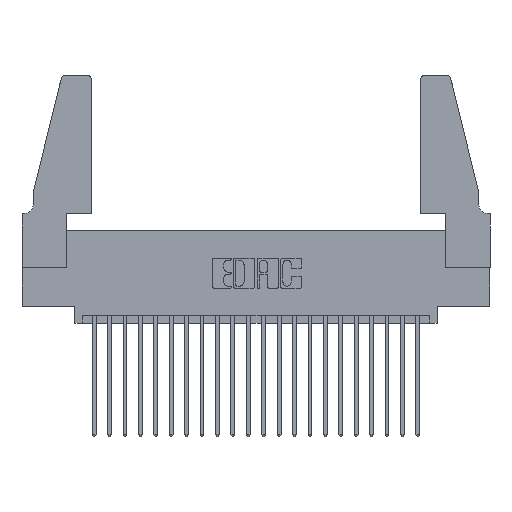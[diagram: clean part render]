
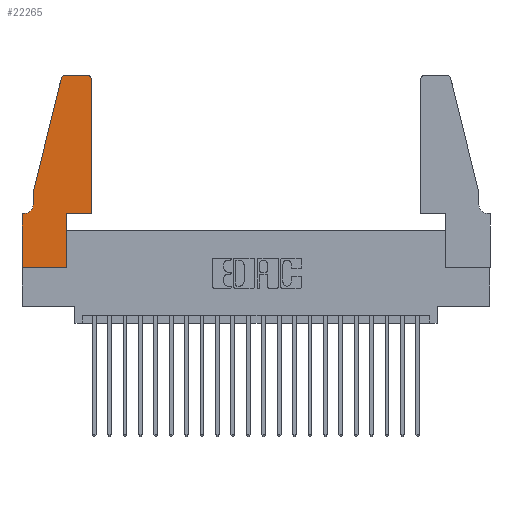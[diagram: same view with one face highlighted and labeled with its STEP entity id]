
A CAD part, top view. The second image highlights one B-rep face of the part: STEP entity #22265.
In plain terms, the highlighted planar face has unit normal (0, 0, 1).
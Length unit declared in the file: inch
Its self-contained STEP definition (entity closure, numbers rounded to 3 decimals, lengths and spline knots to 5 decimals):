
#251 = DIRECTION ( 'NONE',  ( 0., -1., 0. ) ) ;
#402 = LINE ( 'NONE', #2981, #9213 ) ;
#484 = ORIENTED_EDGE ( 'NONE', *, *, #2031, .T. ) ;
#563 = LINE ( 'NONE', #17956, #21785 ) ;
#574 = CARTESIAN_POINT ( 'NONE',  ( 0., 0., 0.37 ) ) ;
#975 = VERTEX_POINT ( 'NONE', #1106 ) ;
#1015 = CIRCLE ( 'NONE', #19347, 0.03 ) ;
#1042 = LINE ( 'NONE', #9034, #10345 ) ;
#1103 = VECTOR ( 'NONE', #21399, 39.37008 ) ;
#1106 = CARTESIAN_POINT ( 'NONE',  ( 0.0055, 0.35, 0.37 ) ) ;
#1147 = CARTESIAN_POINT ( 'NONE',  ( 0., 0.35, 0.37 ) ) ;
#1174 = AXIS2_PLACEMENT_3D ( 'NONE', #18507, #8320, #20183 ) ;
#2031 = EDGE_CURVE ( 'NONE', #12739, #4237, #1015, .T. ) ;
#2217 = CARTESIAN_POINT ( 'NONE',  ( 0.4205, 1.25, 0.37 ) ) ;
#2354 = DIRECTION ( 'NONE',  ( 0., 1., 0. ) ) ;
#2441 = VERTEX_POINT ( 'NONE', #574 ) ;
#2561 = CARTESIAN_POINT ( 'NONE',  ( 0.0755, 0.35, 0.37 ) ) ;
#2581 = EDGE_CURVE ( 'NONE', #4237, #15114, #402, .T. ) ;
#2623 = VECTOR ( 'NONE', #2354, 39.37008 ) ;
#2640 = CARTESIAN_POINT ( 'NONE',  ( 0.4505, 0.35, 0.37 ) ) ;
#2792 = DIRECTION ( 'NONE',  ( -0.239, -0.971, 0. ) ) ;
#2981 = CARTESIAN_POINT ( 'NONE',  ( 0.2605, 1.25, 0.37 ) ) ;
#3069 = ORIENTED_EDGE ( 'NONE', *, *, #2581, .T. ) ;
#3134 = ORIENTED_EDGE ( 'NONE', *, *, #15358, .T. ) ;
#3724 = DIRECTION ( 'NONE',  ( 0., 0., 1. ) ) ;
#3844 = CARTESIAN_POINT ( 'NONE',  ( 0.2865, 0., 0.37 ) ) ;
#4051 = DIRECTION ( 'NONE',  ( 1., 0., 0. ) ) ;
#4079 = DIRECTION ( 'NONE',  ( 0., 0., 1. ) ) ;
#4183 = CARTESIAN_POINT ( 'NONE',  ( 0.4205, 1.22, 0.37 ) ) ;
#4237 = VERTEX_POINT ( 'NONE', #2217 ) ;
#4736 = DIRECTION ( 'NONE',  ( -1., 0., 0. ) ) ;
#4943 = DIRECTION ( 'NONE',  ( 0., 0., -1. ) ) ;
#5544 = CARTESIAN_POINT ( 'NONE',  ( 0.2865, 0.35, 0.37 ) ) ;
#5681 = EDGE_CURVE ( 'NONE', #13051, #12739, #7256, .T. ) ;
#5761 = ORIENTED_EDGE ( 'NONE', *, *, #16346, .T. ) ;
#6049 = LINE ( 'NONE', #20309, #19150 ) ;
#6542 = PLANE ( 'NONE',  #1174 ) ;
#7252 = VERTEX_POINT ( 'NONE', #1147 ) ;
#7256 = LINE ( 'NONE', #7553, #2623 ) ;
#7410 = CARTESIAN_POINT ( 'NONE',  ( 0.2865, 0.35, 0.37 ) ) ;
#7553 = CARTESIAN_POINT ( 'NONE',  ( 0.4505, 0.35, 0.37 ) ) ;
#8246 = VERTEX_POINT ( 'NONE', #5544 ) ;
#8320 = DIRECTION ( 'NONE',  ( 0., 0., 1. ) ) ;
#8765 = EDGE_CURVE ( 'NONE', #975, #7252, #10399, .T. ) ;
#8881 = CARTESIAN_POINT ( 'NONE',  ( 0.284, 1.25, 0.37 ) ) ;
#9034 = CARTESIAN_POINT ( 'NONE',  ( 0.0755, 0.5, 0.37 ) ) ;
#9213 = VECTOR ( 'NONE', #4736, 39.37008 ) ;
#9793 = VECTOR ( 'NONE', #22184, 39.37008 ) ;
#10023 = ORIENTED_EDGE ( 'NONE', *, *, #18292, .T. ) ;
#10345 = VECTOR ( 'NONE', #251, 39.37008 ) ;
#10399 = LINE ( 'NONE', #2561, #1103 ) ;
#11216 = ORIENTED_EDGE ( 'NONE', *, *, #18454, .T. ) ;
#11413 = CARTESIAN_POINT ( 'NONE',  ( 0.0755, 0.42, 0.37 ) ) ;
#11462 = ORIENTED_EDGE ( 'NONE', *, *, #21095, .T. ) ;
#11636 = EDGE_CURVE ( 'NONE', #20425, #14756, #1042, .T. ) ;
#12466 = VERTEX_POINT ( 'NONE', #21423 ) ;
#12739 = VERTEX_POINT ( 'NONE', #20696 ) ;
#12863 = VECTOR ( 'NONE', #19336, 39.37008 ) ;
#12947 = EDGE_LOOP ( 'NONE', ( #3069, #5761, #10023, #20835, #16959, #17775, #11462, #11216, #15008, #3134, #15808, #484 ) ) ;
#12985 = FACE_OUTER_BOUND ( 'NONE', #12947, .T. ) ;
#13051 = VERTEX_POINT ( 'NONE', #2640 ) ;
#13865 = CARTESIAN_POINT ( 'NONE',  ( 0., 0., 0.37 ) ) ;
#13917 = LINE ( 'NONE', #21553, #22272 ) ;
#14113 = CARTESIAN_POINT ( 'NONE',  ( 0.284, 1.22, 0.37 ) ) ;
#14756 = VERTEX_POINT ( 'NONE', #11413 ) ;
#14867 = LINE ( 'NONE', #13865, #9793 ) ;
#15008 = ORIENTED_EDGE ( 'NONE', *, *, #15763, .T. ) ;
#15114 = VERTEX_POINT ( 'NONE', #8881 ) ;
#15195 = CIRCLE ( 'NONE', #19691, 0.03 ) ;
#15214 = VERTEX_POINT ( 'NONE', #3844 ) ;
#15281 = CARTESIAN_POINT ( 'NONE',  ( 0.0055, 0.42, 0.37 ) ) ;
#15358 = EDGE_CURVE ( 'NONE', #8246, #13051, #563, .T. ) ;
#15763 = EDGE_CURVE ( 'NONE', #15214, #8246, #16779, .T. ) ;
#15778 = DIRECTION ( 'NONE',  ( 1., 0., 0. ) ) ;
#15808 = ORIENTED_EDGE ( 'NONE', *, *, #5681, .T. ) ;
#16263 = DIRECTION ( 'NONE',  ( 1., 0., 0. ) ) ;
#16346 = EDGE_CURVE ( 'NONE', #15114, #12466, #15195, .T. ) ;
#16779 = LINE ( 'NONE', #7410, #12863 ) ;
#16874 = CARTESIAN_POINT ( 'NONE',  ( 0.0755, 0.5, 0.37 ) ) ;
#16953 = DIRECTION ( 'NONE',  ( -1., 0., 0. ) ) ;
#16959 = ORIENTED_EDGE ( 'NONE', *, *, #19743, .T. ) ;
#17775 = ORIENTED_EDGE ( 'NONE', *, *, #8765, .T. ) ;
#17956 = CARTESIAN_POINT ( 'NONE',  ( 0.4505, 0.35, 0.37 ) ) ;
#18292 = EDGE_CURVE ( 'NONE', #12466, #20425, #13917, .T. ) ;
#18454 = EDGE_CURVE ( 'NONE', #2441, #15214, #6049, .T. ) ;
#18507 = CARTESIAN_POINT ( 'NONE',  ( 0., 0.35, 0.37 ) ) ;
#19150 = VECTOR ( 'NONE', #21978, 39.37008 ) ;
#19336 = DIRECTION ( 'NONE',  ( 0., 1., 0. ) ) ;
#19347 = AXIS2_PLACEMENT_3D ( 'NONE', #4183, #4079, #4051 ) ;
#19691 = AXIS2_PLACEMENT_3D ( 'NONE', #14113, #3724, #15778 ) ;
#19743 = EDGE_CURVE ( 'NONE', #14756, #975, #19922, .T. ) ;
#19922 = CIRCLE ( 'NONE', #22209, 0.07 ) ;
#20183 = DIRECTION ( 'NONE',  ( 1., 0., 0. ) ) ;
#20309 = CARTESIAN_POINT ( 'NONE',  ( 0., 0., 0.37 ) ) ;
#20425 = VERTEX_POINT ( 'NONE', #16874 ) ;
#20696 = CARTESIAN_POINT ( 'NONE',  ( 0.4505, 1.22, 0.37 ) ) ;
#20835 = ORIENTED_EDGE ( 'NONE', *, *, #11636, .T. ) ;
#21095 = EDGE_CURVE ( 'NONE', #7252, #2441, #14867, .T. ) ;
#21399 = DIRECTION ( 'NONE',  ( -1., 0., 0. ) ) ;
#21423 = CARTESIAN_POINT ( 'NONE',  ( 0.25487, 1.22718, 0.37 ) ) ;
#21553 = CARTESIAN_POINT ( 'NONE',  ( 0.0755, 0.5, 0.37 ) ) ;
#21785 = VECTOR ( 'NONE', #16263, 39.37008 ) ;
#21978 = DIRECTION ( 'NONE',  ( 1., 0., 0. ) ) ;
#22184 = DIRECTION ( 'NONE',  ( 0., -1., 0. ) ) ;
#22209 = AXIS2_PLACEMENT_3D ( 'NONE', #15281, #4943, #16953 ) ;
#22265 = ADVANCED_FACE ( 'NONE', ( #12985 ), #6542, .T. ) ;
#22272 = VECTOR ( 'NONE', #2792, 39.37008 ) ;
